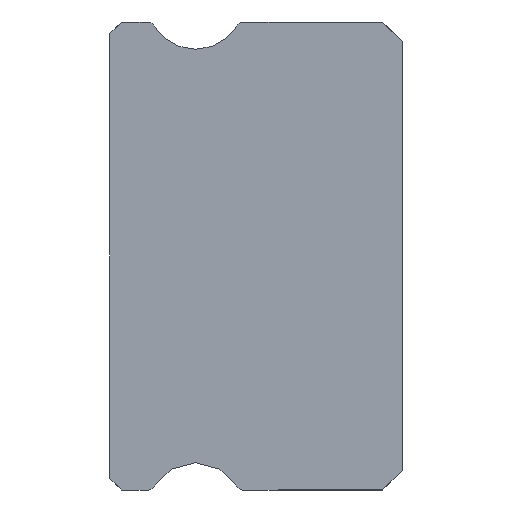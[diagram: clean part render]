
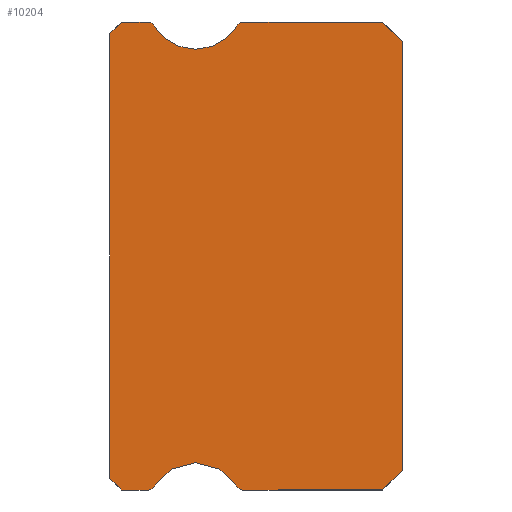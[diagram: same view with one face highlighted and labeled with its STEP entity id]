
A CAD part, left-side view. The second image highlights one B-rep face of the part: STEP entity #10204.
In plain terms, the highlighted planar face has unit normal (-1, 0, 0).
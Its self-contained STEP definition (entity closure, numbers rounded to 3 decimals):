
#278 = VECTOR ( 'NONE', #6134, 1000. ) ;
#295 = DIRECTION ( 'NONE',  ( 0., 0.707, -0.707 ) ) ;
#383 = CARTESIAN_POINT ( 'NONE',  ( -12.5, 4.088, 6. ) ) ;
#473 = DIRECTION ( 'NONE',  ( 0., 0., -1. ) ) ;
#629 = CARTESIAN_POINT ( 'NONE',  ( -12.5, 0.5, -6. ) ) ;
#644 = CARTESIAN_POINT ( 'NONE',  ( -12.5, 6.512, 6. ) ) ;
#707 = ORIENTED_EDGE ( 'NONE', *, *, #5838, .T. ) ;
#741 = DIRECTION ( 'NONE',  ( 0., -0.707, -0.707 ) ) ;
#821 = CARTESIAN_POINT ( 'NONE',  ( -12.5, 7.2, -6. ) ) ;
#839 = LINE ( 'NONE', #8109, #278 ) ;
#988 = CARTESIAN_POINT ( 'NONE',  ( -12.5, 6.383, 5.925 ) ) ;
#992 = CIRCLE ( 'NONE', #10450, 0.15 ) ;
#1267 = CIRCLE ( 'NONE', #9993, 1.25 ) ;
#1304 = CARTESIAN_POINT ( 'NONE',  ( -12.5, 6.512, -5.85 ) ) ;
#1443 = CIRCLE ( 'NONE', #7376, 0.15 ) ;
#1473 = LINE ( 'NONE', #644, #4734 ) ;
#1696 = CARTESIAN_POINT ( 'NONE',  ( -12.5, 0., 5.5 ) ) ;
#1724 = EDGE_CURVE ( 'NONE', #2797, #3394, #6233, .T. ) ;
#1737 = VERTEX_POINT ( 'NONE', #7024 ) ;
#1844 = EDGE_CURVE ( 'NONE', #4111, #4106, #4631, .T. ) ;
#1909 = CARTESIAN_POINT ( 'NONE',  ( -12.5, 5.3, -6.55 ) ) ;
#1951 = CARTESIAN_POINT ( 'NONE',  ( -12.5, 7.5, 5.7 ) ) ;
#1961 = EDGE_CURVE ( 'NONE', #4106, #10717, #11410, .T. ) ;
#1985 = CARTESIAN_POINT ( 'NONE',  ( -12.5, 0.5, 6. ) ) ;
#2166 = CARTESIAN_POINT ( 'NONE',  ( -12.5, 4.217, -5.925 ) ) ;
#2173 = EDGE_LOOP ( 'NONE', ( #707, #9640, #9594, #7613, #6732, #11229, #2898, #7169, #8434, #8430, #6919, #9726, #4235, #5443, #4641, #10582, #8780 ) ) ;
#2397 = VERTEX_POINT ( 'NONE', #3119 ) ;
#2451 = DIRECTION ( 'NONE',  ( 0., 0., -1. ) ) ;
#2592 = LINE ( 'NONE', #1696, #4791 ) ;
#2692 = VERTEX_POINT ( 'NONE', #2166 ) ;
#2797 = VERTEX_POINT ( 'NONE', #629 ) ;
#2849 = CARTESIAN_POINT ( 'NONE',  ( -12.5, 6.512, 5.85 ) ) ;
#2856 = DIRECTION ( 'NONE',  ( -1., 0., 0. ) ) ;
#2898 = ORIENTED_EDGE ( 'NONE', *, *, #10152, .F. ) ;
#3051 = DIRECTION ( 'NONE',  ( 1., 0., 0. ) ) ;
#3099 = VECTOR ( 'NONE', #10674, 1000. ) ;
#3119 = CARTESIAN_POINT ( 'NONE',  ( -12.5, 0., -5.5 ) ) ;
#3394 = VERTEX_POINT ( 'NONE', #9968 ) ;
#3585 = CARTESIAN_POINT ( 'NONE',  ( -12.5, 7.2, 6. ) ) ;
#3705 = FACE_OUTER_BOUND ( 'NONE', #2173, .T. ) ;
#3757 = PLANE ( 'NONE',  #11285 ) ;
#3847 = CARTESIAN_POINT ( 'NONE',  ( -12.5, 6.383, -5.925 ) ) ;
#3898 = VECTOR ( 'NONE', #741, 1000. ) ;
#4012 = VERTEX_POINT ( 'NONE', #1985 ) ;
#4106 = VERTEX_POINT ( 'NONE', #988 ) ;
#4111 = VERTEX_POINT ( 'NONE', #9046 ) ;
#4139 = DIRECTION ( 'NONE',  ( 0., 0., 1. ) ) ;
#4235 = ORIENTED_EDGE ( 'NONE', *, *, #11023, .F. ) ;
#4314 = VERTEX_POINT ( 'NONE', #11368 ) ;
#4337 = VERTEX_POINT ( 'NONE', #5203 ) ;
#4387 = DIRECTION ( 'NONE',  ( -1., 0., 0. ) ) ;
#4396 = EDGE_CURVE ( 'NONE', #4111, #1737, #5690, .T. ) ;
#4631 = CIRCLE ( 'NONE', #7565, 0.15 ) ;
#4641 = ORIENTED_EDGE ( 'NONE', *, *, #1961, .F. ) ;
#4663 = CARTESIAN_POINT ( 'NONE',  ( -12.5, 6.512, 5.85 ) ) ;
#4734 = VECTOR ( 'NONE', #10189, 1000. ) ;
#4791 = VECTOR ( 'NONE', #4139, 1000. ) ;
#4958 = EDGE_CURVE ( 'NONE', #4314, #7911, #6829, .T. ) ;
#5194 = CARTESIAN_POINT ( 'NONE',  ( -12.5, 7.5, 5.7 ) ) ;
#5203 = CARTESIAN_POINT ( 'NONE',  ( -12.5, 0., 5.5 ) ) ;
#5252 = DIRECTION ( 'NONE',  ( 0., 0., -1. ) ) ;
#5317 = DIRECTION ( 'NONE',  ( 1., 0., 0. ) ) ;
#5333 = LINE ( 'NONE', #9047, #8401 ) ;
#5443 = ORIENTED_EDGE ( 'NONE', *, *, #5719, .F. ) ;
#5566 = DIRECTION ( 'NONE',  ( 0., -1., 0. ) ) ;
#5677 = EDGE_CURVE ( 'NONE', #2397, #2797, #839, .T. ) ;
#5690 = LINE ( 'NONE', #3585, #3099 ) ;
#5719 = EDGE_CURVE ( 'NONE', #10717, #6274, #9950, .T. ) ;
#5838 = EDGE_CURVE ( 'NONE', #1737, #7911, #9197, .T. ) ;
#5935 = EDGE_CURVE ( 'NONE', #9106, #4012, #1473, .T. ) ;
#6134 = DIRECTION ( 'NONE',  ( 0., 0.707, -0.707 ) ) ;
#6233 = LINE ( 'NONE', #10477, #9645 ) ;
#6274 = VERTEX_POINT ( 'NONE', #7642 ) ;
#6395 = VECTOR ( 'NONE', #10408, 1000. ) ;
#6732 = ORIENTED_EDGE ( 'NONE', *, *, #11005, .F. ) ;
#6746 = AXIS2_PLACEMENT_3D ( 'NONE', #6825, #9340, #2451 ) ;
#6825 = CARTESIAN_POINT ( 'NONE',  ( -12.5, 5.3, 6.55 ) ) ;
#6829 = LINE ( 'NONE', #10157, #6395 ) ;
#6866 = CARTESIAN_POINT ( 'NONE',  ( -12.5, 6.512, -6. ) ) ;
#6919 = ORIENTED_EDGE ( 'NONE', *, *, #9170, .F. ) ;
#7002 = EDGE_CURVE ( 'NONE', #2692, #8695, #1267, .T. ) ;
#7024 = CARTESIAN_POINT ( 'NONE',  ( -12.5, 7.2, 6. ) ) ;
#7167 = DIRECTION ( 'NONE',  ( 0., 0., -1. ) ) ;
#7169 = ORIENTED_EDGE ( 'NONE', *, *, #1724, .F. ) ;
#7175 = LINE ( 'NONE', #8706, #3898 ) ;
#7261 = VERTEX_POINT ( 'NONE', #821 ) ;
#7267 = CIRCLE ( 'NONE', #10999, 0.15 ) ;
#7376 = AXIS2_PLACEMENT_3D ( 'NONE', #9691, #10673, #8174 ) ;
#7500 = DIRECTION ( 'NONE',  ( 0., 0., -1. ) ) ;
#7523 = LINE ( 'NONE', #10274, #8172 ) ;
#7565 = AXIS2_PLACEMENT_3D ( 'NONE', #4663, #10789, #9955 ) ;
#7613 = ORIENTED_EDGE ( 'NONE', *, *, #10517, .T. ) ;
#7642 = CARTESIAN_POINT ( 'NONE',  ( -12.5, 4.217, 5.925 ) ) ;
#7875 = CARTESIAN_POINT ( 'NONE',  ( -12.5, 5.3, 5.3 ) ) ;
#7911 = VERTEX_POINT ( 'NONE', #5194 ) ;
#7938 = EDGE_CURVE ( 'NONE', #2397, #4337, #2592, .T. ) ;
#8109 = CARTESIAN_POINT ( 'NONE',  ( -12.5, 0., -5.5 ) ) ;
#8172 = VECTOR ( 'NONE', #9399, 1000. ) ;
#8174 = DIRECTION ( 'NONE',  ( 0., 0., -1. ) ) ;
#8401 = VECTOR ( 'NONE', #5566, 1000. ) ;
#8430 = ORIENTED_EDGE ( 'NONE', *, *, #7938, .T. ) ;
#8434 = ORIENTED_EDGE ( 'NONE', *, *, #5677, .F. ) ;
#8640 = AXIS2_PLACEMENT_3D ( 'NONE', #10671, #4387, #5252 ) ;
#8695 = VERTEX_POINT ( 'NONE', #3847 ) ;
#8706 = CARTESIAN_POINT ( 'NONE',  ( -12.5, 7.2, -6. ) ) ;
#8780 = ORIENTED_EDGE ( 'NONE', *, *, #4396, .T. ) ;
#8981 = DIRECTION ( 'NONE',  ( 0., 0., -1. ) ) ;
#9046 = CARTESIAN_POINT ( 'NONE',  ( -12.5, 6.512, 6. ) ) ;
#9047 = CARTESIAN_POINT ( 'NONE',  ( -12.5, 6.512, -6. ) ) ;
#9106 = VERTEX_POINT ( 'NONE', #383 ) ;
#9151 = DIRECTION ( 'NONE',  ( 1., 0., 0. ) ) ;
#9170 = EDGE_CURVE ( 'NONE', #4012, #4337, #7523, .T. ) ;
#9197 = LINE ( 'NONE', #1951, #11439 ) ;
#9340 = DIRECTION ( 'NONE',  ( -1., 0., 0. ) ) ;
#9343 = EDGE_CURVE ( 'NONE', #4314, #7261, #7175, .T. ) ;
#9399 = DIRECTION ( 'NONE',  ( 0., -0.707, -0.707 ) ) ;
#9594 = ORIENTED_EDGE ( 'NONE', *, *, #9343, .T. ) ;
#9640 = ORIENTED_EDGE ( 'NONE', *, *, #4958, .F. ) ;
#9645 = VECTOR ( 'NONE', #11288, 1000. ) ;
#9691 = CARTESIAN_POINT ( 'NONE',  ( -12.5, 4.088, -5.85 ) ) ;
#9726 = ORIENTED_EDGE ( 'NONE', *, *, #5935, .F. ) ;
#9950 = CIRCLE ( 'NONE', #8640, 1.25 ) ;
#9955 = DIRECTION ( 'NONE',  ( 0., 0., -1. ) ) ;
#9968 = CARTESIAN_POINT ( 'NONE',  ( -12.5, 4.088, -6. ) ) ;
#9993 = AXIS2_PLACEMENT_3D ( 'NONE', #1909, #2856, #7167 ) ;
#10085 = VERTEX_POINT ( 'NONE', #6866 ) ;
#10152 = EDGE_CURVE ( 'NONE', #3394, #2692, #1443, .T. ) ;
#10157 = CARTESIAN_POINT ( 'NONE',  ( -12.5, 7.5, 5.85 ) ) ;
#10189 = DIRECTION ( 'NONE',  ( 0., -1., 0. ) ) ;
#10195 = CARTESIAN_POINT ( 'NONE',  ( -12.5, 4.088, 5.85 ) ) ;
#10204 = ADVANCED_FACE ( 'NONE', ( #3705 ), #3757, .F. ) ;
#10274 = CARTESIAN_POINT ( 'NONE',  ( -12.5, 0.5, 6. ) ) ;
#10408 = DIRECTION ( 'NONE',  ( 0., 0., 1. ) ) ;
#10450 = AXIS2_PLACEMENT_3D ( 'NONE', #1304, #9151, #7500 ) ;
#10477 = CARTESIAN_POINT ( 'NONE',  ( -12.5, 6.512, -6. ) ) ;
#10517 = EDGE_CURVE ( 'NONE', #7261, #10085, #5333, .T. ) ;
#10582 = ORIENTED_EDGE ( 'NONE', *, *, #1844, .F. ) ;
#10671 = CARTESIAN_POINT ( 'NONE',  ( -12.5, 5.3, 6.55 ) ) ;
#10673 = DIRECTION ( 'NONE',  ( 1., 0., 0. ) ) ;
#10674 = DIRECTION ( 'NONE',  ( 0., 1., 0. ) ) ;
#10717 = VERTEX_POINT ( 'NONE', #7875 ) ;
#10789 = DIRECTION ( 'NONE',  ( 1., 0., 0. ) ) ;
#10999 = AXIS2_PLACEMENT_3D ( 'NONE', #10195, #3051, #473 ) ;
#11005 = EDGE_CURVE ( 'NONE', #8695, #10085, #992, .T. ) ;
#11023 = EDGE_CURVE ( 'NONE', #6274, #9106, #7267, .T. ) ;
#11229 = ORIENTED_EDGE ( 'NONE', *, *, #7002, .F. ) ;
#11285 = AXIS2_PLACEMENT_3D ( 'NONE', #2849, #5317, #8981 ) ;
#11288 = DIRECTION ( 'NONE',  ( 0., 1., 0. ) ) ;
#11368 = CARTESIAN_POINT ( 'NONE',  ( -12.5, 7.5, -5.7 ) ) ;
#11410 = CIRCLE ( 'NONE', #6746, 1.25 ) ;
#11439 = VECTOR ( 'NONE', #295, 1000. ) ;
